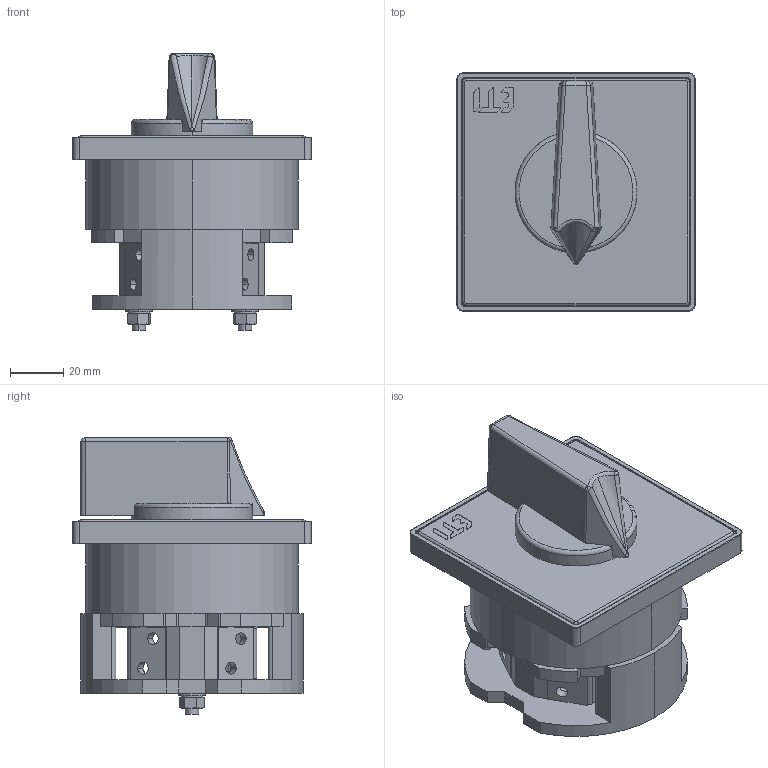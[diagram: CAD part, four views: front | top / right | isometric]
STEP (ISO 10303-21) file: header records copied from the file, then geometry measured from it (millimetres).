
FILE_DESCRIPTION((''),'2;1');
FILE_NAME('CS80_ASM','2021-10-01T',('marketing.praksa'),('Audax d.o.o.'),'CREO PARAMETRIC BY PTC INC, 2017480','CREO PARAMETRIC BY PTC INC, 2017480','');
FILE_SCHEMA(('AUTOMOTIVE_DESIGN { 1 0 10303 214 1 1 1 1 }'));
Length unit declared in the file: millimetre
Products named in the file (9): PS_80-100_ONE_BLOCK; STIK; PRT9573; WHITE; FRAME; MID; BTM; COPPER; CS80_ASM
Assembly tree (8 placements, depth 2):
  CS80_ASM
    PS_80-100_ONE_BLOCK
    STIK
    PRT9573
    WHITE
    FRAME
    MID
    BTM
    COPPER
Bounding box: 90 x 90 x 104.3 mm (x, y, z)
Volume: 302683 mm3; surface area: 93239.6 mm2
Topology: 14 solids, 14 shells, 594 faces, 1589 edges, 1040 vertices
Faces by surface type: plane 352, cylinder 203, cone 14, bspline 12, torus 10, sphere 3
Entity records: 29080 total; most frequent: CARTESIAN_POINT 4269, ORIENTED_EDGE 3166, DIRECTION 3160, PRESENTATION_STYLE_ASSIGNMENT 2191, STYLED_ITEM 2191, CURVE_STYLE 1583, EDGE_CURVE 1583, VECTOR 1064
